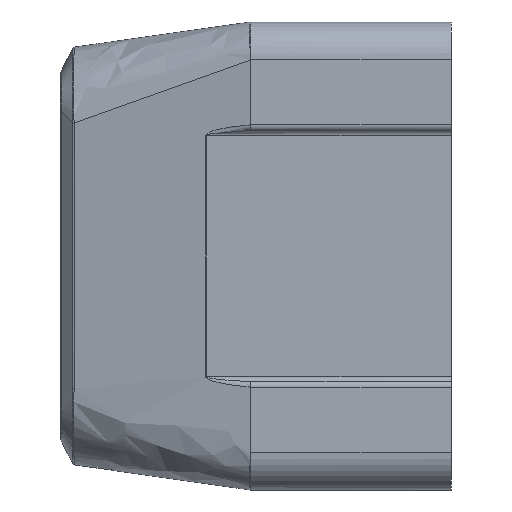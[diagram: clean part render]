
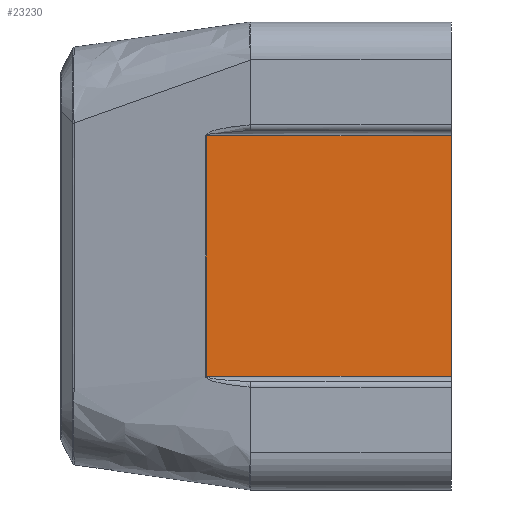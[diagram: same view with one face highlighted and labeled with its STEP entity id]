
A CAD part, left-side view. The second image highlights one B-rep face of the part: STEP entity #23230.
In plain terms, the highlighted planar face has unit normal (-1, 0, 0).
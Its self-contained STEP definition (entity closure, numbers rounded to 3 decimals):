
#1437 = CARTESIAN_POINT ( 'NONE',  ( -15., 19.367, 8.833 ) ) ;
#1869 = DIRECTION ( 'NONE',  ( 0., 1., 0. ) ) ;
#1979 = EDGE_CURVE ( 'NONE', #19902, #9897, #20919, .T. ) ;
#2069 = CARTESIAN_POINT ( 'NONE',  ( -15., 0., -10. ) ) ;
#2576 = EDGE_LOOP ( 'NONE', ( #7317, #17595, #3129, #16871 ) ) ;
#3129 = ORIENTED_EDGE ( 'NONE', *, *, #16114, .T. ) ;
#3295 = CARTESIAN_POINT ( 'NONE',  ( -15., 30.915, -10. ) ) ;
#3526 = DIRECTION ( 'NONE',  ( 0., 0., 1. ) ) ;
#3598 = CARTESIAN_POINT ( 'NONE',  ( -15., 19.403, 9.5 ) ) ;
#3789 = CARTESIAN_POINT ( 'NONE',  ( -15., 19.367, 4.5 ) ) ;
#4265 = AXIS2_PLACEMENT_3D ( 'NONE', #3295, #7370, #3526 ) ;
#4407 = VERTEX_POINT ( 'NONE', #6799 ) ;
#5069 = CARTESIAN_POINT ( 'NONE',  ( -15., 19.367, 9.5 ) ) ;
#6799 = CARTESIAN_POINT ( 'NONE',  ( -15., 19.367, -9.5 ) ) ;
#7317 = ORIENTED_EDGE ( 'NONE', *, *, #1979, .T. ) ;
#7370 = DIRECTION ( 'NONE',  ( -1., 0., 0. ) ) ;
#7382 = CARTESIAN_POINT ( 'NONE',  ( -15., 19.367, 9.167 ) ) ;
#7490 = PLANE ( 'NONE',  #4265 ) ;
#7544 = DIRECTION ( 'NONE',  ( 0., -1., 0. ) ) ;
#7893 = LINE ( 'NONE', #2069, #11936 ) ;
#8075 = VERTEX_POINT ( 'NONE', #9662 ) ;
#9229 = CARTESIAN_POINT ( 'NONE',  ( -15., 19.367, -4.833 ) ) ;
#9662 = CARTESIAN_POINT ( 'NONE',  ( -15., 0., -9.5 ) ) ;
#9897 = VERTEX_POINT ( 'NONE', #5069 ) ;
#11324 = CARTESIAN_POINT ( 'NONE',  ( -15., 19.367, -0.167 ) ) ;
#11936 = VECTOR ( 'NONE', #21367, 1000. ) ;
#12978 = CARTESIAN_POINT ( 'NONE',  ( -15., 0., -9.5 ) ) ;
#13538 = VECTOR ( 'NONE', #7544, 1000. ) ;
#15311 = EDGE_CURVE ( 'NONE', #19902, #8075, #7893, .T. ) ;
#16114 = EDGE_CURVE ( 'NONE', #4407, #8075, #22275, .T. ) ;
#16639 = FACE_OUTER_BOUND ( 'NONE', #2576, .T. ) ;
#16871 = ORIENTED_EDGE ( 'NONE', *, *, #15311, .F. ) ;
#16898 = CARTESIAN_POINT ( 'NONE',  ( -15., 19.367, 7.167 ) ) ;
#17595 = ORIENTED_EDGE ( 'NONE', *, *, #19632, .T. ) ;
#18368 = CARTESIAN_POINT ( 'NONE',  ( -15., 19.367, 9.5 ) ) ;
#18738 = CARTESIAN_POINT ( 'NONE',  ( -15., 19.367, 8.5 ) ) ;
#19632 = EDGE_CURVE ( 'NONE', #9897, #4407, #20759, .T. ) ;
#19835 = CARTESIAN_POINT ( 'NONE',  ( -15., 0., 9.5 ) ) ;
#19902 = VERTEX_POINT ( 'NONE', #19835 ) ;
#20740 = CARTESIAN_POINT ( 'NONE',  ( -15., 19.367, 5.833 ) ) ;
#20759 = B_SPLINE_CURVE_WITH_KNOTS ( 'NONE', 3,
 ( #18368, #7382, #1437, #18738, #16898, #20740, #3789, #11324, #9229, #24085 ),
 .UNSPECIFIED., .F., .F.,
 ( 4, 3, 3, 4 ),
 ( 0., 0.001, 0.005, 0.019 ),
 .UNSPECIFIED. ) ;
#20919 = LINE ( 'NONE', #3598, #23432 ) ;
#21367 = DIRECTION ( 'NONE',  ( 0., 0., -1. ) ) ;
#22275 = LINE ( 'NONE', #12978, #13538 ) ;
#23230 = ADVANCED_FACE ( 'NONE', ( #16639 ), #7490, .T. ) ;
#23432 = VECTOR ( 'NONE', #1869, 1000. ) ;
#24085 = CARTESIAN_POINT ( 'NONE',  ( -15., 19.367, -9.5 ) ) ;
